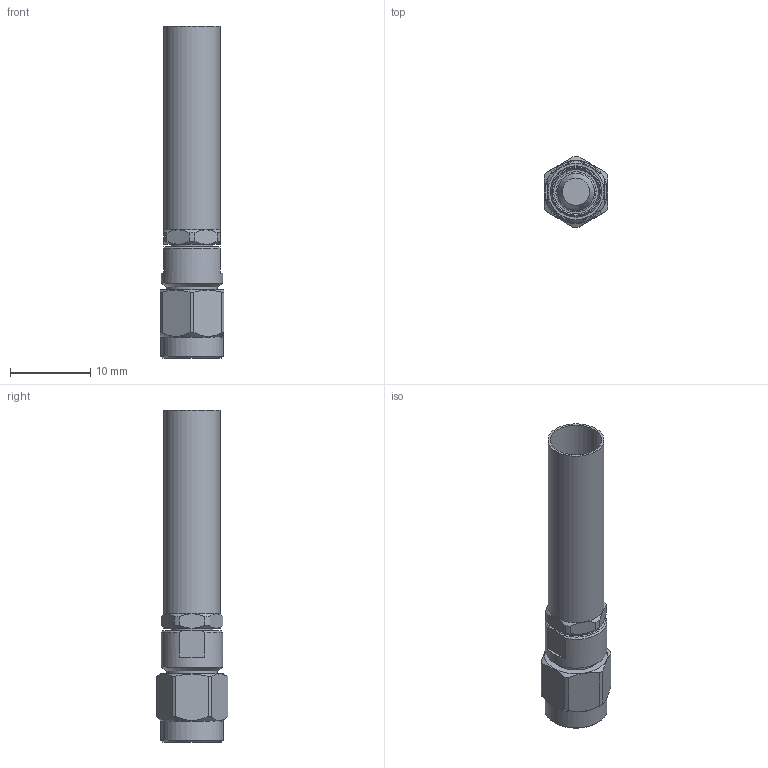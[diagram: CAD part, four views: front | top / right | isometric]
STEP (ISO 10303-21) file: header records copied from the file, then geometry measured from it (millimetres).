
FILE_DESCRIPTION (( 'STEP AP203' ), '1' );
FILE_NAME ('R125.077.000 F.STEP', '2012-03-12T03:40:01', ( 'radiall' ), ( 'Microsoft' ), 'SwSTEP 2.0', 'SolidWorks 2011', '' );
FILE_SCHEMA (( 'CONFIG_CONTROL_DESIGN' ));
Length unit declared in the file: millimetre
Products named in the file (1): R125.077.000 F
Bounding box: 7.94 x 8.9 x 41.38 mm (x, y, z)
Volume: 1001.8 mm3; surface area: 2319.5 mm2
Topology: 1 solids, 1 shells, 98 faces, 224 edges, 144 vertices
Faces by surface type: plane 34, cylinder 33, cone 29, bspline 2
Full cylindrical faces by diameter (mm): 0.93 x1, 1.275 x1, 1.3 x1, 2 x2, 3.6 x1, 3.8 x1, 4.56 x1, 4.6 x1, 5.2 x1, 5.55 x1, 5.7 x1, 5.9 x1, 6.3 x1, 6.35 x1, 6.4 x1, 6.425 x1, 6.65 x1, 7 x1, 7.7 x1, 7.75 x1
Entity records: 2941 total; most frequent: CARTESIAN_POINT 921, DIRECTION 408, ORIENTED_EDGE 342, AXIS2_PLACEMENT_3D 188, EDGE_CURVE 171, EDGE_LOOP 154, VERTEX_POINT 127, FACE_OUTER_BOUND 119
